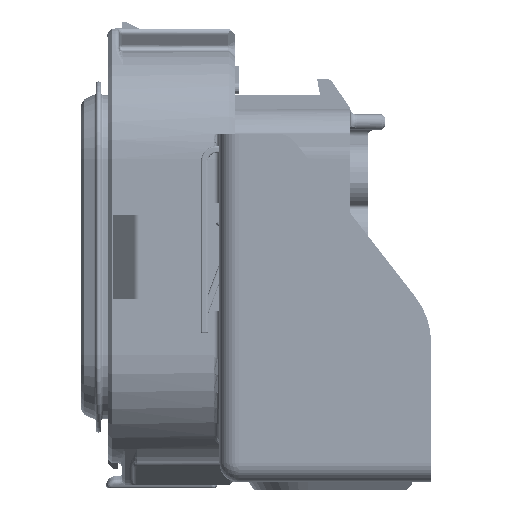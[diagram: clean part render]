
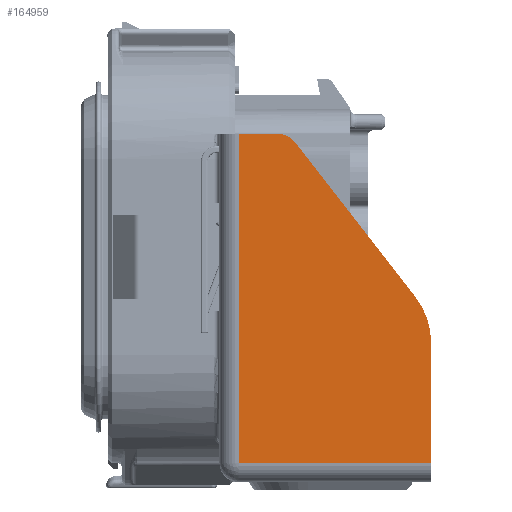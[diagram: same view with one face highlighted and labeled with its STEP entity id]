
A CAD part, left-side view. The second image highlights one B-rep face of the part: STEP entity #164959.
In plain terms, the highlighted planar face has unit normal (-1, 0, 0).
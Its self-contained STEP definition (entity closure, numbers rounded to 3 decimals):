
#40624=DIRECTION('',(0.,0.,1.));
#40625=VECTOR('',#40624,15.5);
#40626=CARTESIAN_POINT('',(-81.5,-36.,-26.75));
#40627=LINE('',#40626,#40625);
#57524=DIRECTION('',(0.,1.,0.));
#57525=VECTOR('',#57524,5.);
#57526=CARTESIAN_POINT('',(-81.5,-16.,16.));
#57527=LINE('',#57526,#57525);
#57537=DIRECTION('',(0.,0.,1.));
#57538=VECTOR('',#57537,42.75);
#57539=CARTESIAN_POINT('',(-81.5,-11.,-26.75));
#57540=LINE('',#57539,#57538);
#57541=CARTESIAN_POINT('',(-81.5,-16.,13.));
#57542=DIRECTION('',(1.,0.,0.));
#57543=DIRECTION('',(0.,0.,1.));
#57544=AXIS2_PLACEMENT_3D('',#57541,#57542,#57543);
#57546=DIRECTION('',(0.,-0.614,-0.789));
#57547=VECTOR('',#57546,25.28);
#57548=CARTESIAN_POINT('',(-81.5,-18.368,14.842));
#57549=LINE('',#57548,#57547);
#57550=CARTESIAN_POINT('',(-81.5,-26.,-11.25));
#57551=DIRECTION('',(1.,0.,0.));
#57552=DIRECTION('',(0.,-0.789,0.614));
#57553=AXIS2_PLACEMENT_3D('',#57550,#57551,#57552);
#57555=DIRECTION('',(0.,-1.,0.));
#57556=VECTOR('',#57555,25.);
#57557=CARTESIAN_POINT('',(-81.5,-11.,-26.75));
#57558=LINE('',#57557,#57556);
#70196=CARTESIAN_POINT('',(-81.5,-18.368,14.842));
#70197=CARTESIAN_POINT('',(-81.5,-33.892,-5.109));
#70198=VERTEX_POINT('',#70196);
#70199=VERTEX_POINT('',#70197);
#70200=CARTESIAN_POINT('',(-81.5,-16.,16.));
#70201=VERTEX_POINT('',#70200);
#70202=CARTESIAN_POINT('',(-81.5,-36.,-11.25));
#70203=VERTEX_POINT('',#70202);
#70212=CARTESIAN_POINT('',(-81.5,-36.,-26.75));
#70214=VERTEX_POINT('',#70212);
#70219=CARTESIAN_POINT('',(-81.5,-11.,16.));
#70221=VERTEX_POINT('',#70219);
#70222=CARTESIAN_POINT('',(-81.5,-11.,-26.75));
#70223=VERTEX_POINT('',#70222);
#164942=CARTESIAN_POINT('',(-81.5,-36.,-29.25));
#164943=DIRECTION('',(1.,0.,0.));
#164944=DIRECTION('',(0.,0.,1.));
#164945=AXIS2_PLACEMENT_3D('',#164942,#164943,#164944);
#164946=PLANE('',#164945);
#164948=ORIENTED_EDGE('',*,*,#164947,.T.);
#164949=ORIENTED_EDGE('',*,*,#164932,.F.);
#164950=ORIENTED_EDGE('',*,*,#164921,.T.);
#164951=ORIENTED_EDGE('',*,*,#164907,.T.);
#164953=ORIENTED_EDGE('',*,*,#164952,.T.);
#164954=ORIENTED_EDGE('',*,*,#136940,.F.);
#164956=ORIENTED_EDGE('',*,*,#164955,.F.);
#164957=EDGE_LOOP('',(#164948,#164949,#164950,#164951,#164953,#164954,#164956));
#164958=FACE_OUTER_BOUND('',#164957,.F.);
#164959=ADVANCED_FACE('',(#164958),#164946,.F.);
#57545=CIRCLE('',#57544,3.);
#57554=CIRCLE('',#57553,10.);
#136940=EDGE_CURVE('',#70214,#70203,#40627,.T.);
#164907=EDGE_CURVE('',#70198,#70199,#57549,.T.);
#164921=EDGE_CURVE('',#70201,#70198,#57545,.T.);
#164932=EDGE_CURVE('',#70201,#70221,#57527,.T.);
#164947=EDGE_CURVE('',#70223,#70221,#57540,.T.);
#164952=EDGE_CURVE('',#70199,#70203,#57554,.T.);
#164955=EDGE_CURVE('',#70223,#70214,#57558,.T.);
